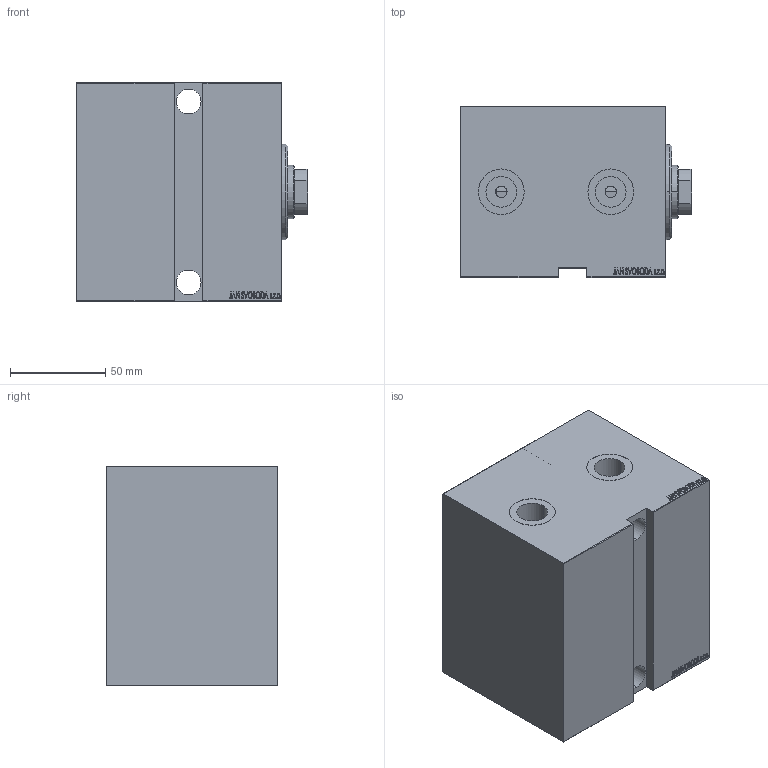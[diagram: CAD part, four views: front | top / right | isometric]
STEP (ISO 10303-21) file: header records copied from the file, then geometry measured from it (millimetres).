
FILE_DESCRIPTION (( 'STEP AP203' ), '1' );
FILE_NAME ('7546.STEP', '2022-04-17T13:39:23', ( '' ), ( '' ), 'SwSTEP 2.0', 'SolidWorks 2019', '' );
FILE_SCHEMA (( 'CONFIG_CONTROL_DESIGN' ));
Length unit declared in the file: millimetre
Products named in the file (4): V450CM_E_Body bb3540ad3bba04929566f8175cc1bbd8; V450CM_VC_B bb3540ad3bba04929566f8175cc1bbd8; 7546; V450CM_E_VCP bb3540ad3bba04929566f8175cc1bbd8
Assembly tree (3 placements, depth 2):
  7546
    V450CM_E_Body bb3540ad3bba04929566f8175cc1bbd8
    V450CM_E_VCP bb3540ad3bba04929566f8175cc1bbd8
    V450CM_VC_B bb3540ad3bba04929566f8175cc1bbd8
Bounding box: 121.5 x 90 x 115 mm (x, y, z)
Volume: 961918.3 mm3; surface area: 129098.1 mm2
Topology: 3 solids, 3 shells, 868 faces, 2229 edges, 1478 vertices
Faces by surface type: plane 416, bspline 380, cylinder 58, cone 14
Entity records: 43585 total; most frequent: CARTESIAN_POINT 24557, ORIENTED_EDGE 4454, DIRECTION 2571, EDGE_CURVE 2227, VERTEX_POINT 1478, LINE 1323, VECTOR 1323, EDGE_LOOP 991
